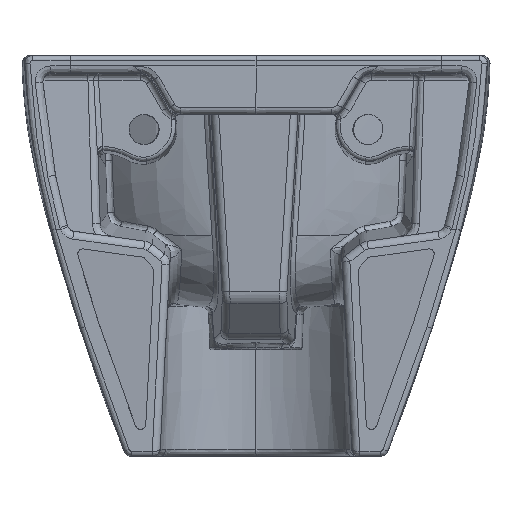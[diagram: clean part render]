
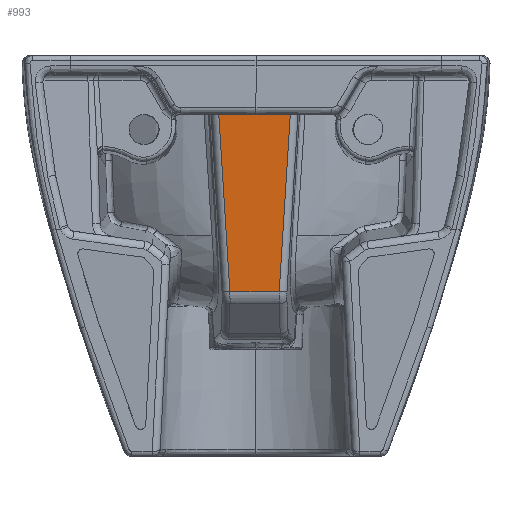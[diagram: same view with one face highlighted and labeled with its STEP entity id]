
A CAD part, front view. The second image highlights one B-rep face of the part: STEP entity #993.
In plain terms, the highlighted planar face has unit normal (0, -0.998, -0.07).
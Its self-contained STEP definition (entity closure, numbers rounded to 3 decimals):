
#598=PLANE('',#5871);
#657=LINE('',#46004,#735);
#658=LINE('',#46006,#736);
#659=LINE('',#46008,#737);
#735=VECTOR('',#6259,1.);
#736=VECTOR('',#6260,1.);
#737=VECTOR('',#6261,1.);
#993=ADVANCED_FACE('',(#1418),#598,.T.);
#1418=FACE_OUTER_BOUND('',#1789,.T.);
#1789=EDGE_LOOP('',(#3108,#3109,#3110,#3111,#3112));
#3108=ORIENTED_EDGE('',*,*,#4920,.T.);
#3109=ORIENTED_EDGE('',*,*,#4921,.T.);
#3110=ORIENTED_EDGE('',*,*,#4922,.T.);
#3111=ORIENTED_EDGE('',*,*,#4923,.T.);
#3112=ORIENTED_EDGE('',*,*,#4924,.T.);
#4171=VERTEX_POINT('',#45995);
#4172=VERTEX_POINT('',#45996);
#4173=VERTEX_POINT('',#46003);
#4174=VERTEX_POINT('',#46005);
#4175=VERTEX_POINT('',#46007);
#4920=EDGE_CURVE('',#4171,#4172,#5666,.T.);
#4921=EDGE_CURVE('',#4172,#4173,#5667,.T.);
#4922=EDGE_CURVE('',#4173,#4174,#657,.T.);
#4923=EDGE_CURVE('',#4174,#4175,#658,.T.);
#4924=EDGE_CURVE('',#4175,#4171,#659,.T.);
#5666=B_SPLINE_CURVE_WITH_KNOTS('',3,(#45989,#45990,#45991,#45992,#45993,
#45994),.UNSPECIFIED.,.F.,.F.,(4,2,4),(0.,0.36,1.),
 .UNSPECIFIED.);
#5667=B_SPLINE_CURVE_WITH_KNOTS('',3,(#45997,#45998,#45999,#46000,#46001,
#46002),.UNSPECIFIED.,.F.,.F.,(4,2,4),(0.,0.333,1.),
 .UNSPECIFIED.);
#5871=AXIS2_PLACEMENT_3D('',#46009,#6262,#6263);
#6259=DIRECTION('',(0.062,0.07,-0.996));
#6260=DIRECTION('',(1.,0.,0.));
#6261=DIRECTION('',(0.062,-0.07,0.996));
#6262=DIRECTION('',(0.,-0.998,-0.07));
#6263=DIRECTION('',(0.,-0.07,0.998));
#45989=CARTESIAN_POINT('',(27.815,107.089,-25.663));
#45990=CARTESIAN_POINT('',(24.482,107.089,-25.663));
#45991=CARTESIAN_POINT('',(21.149,107.089,-25.663));
#45992=CARTESIAN_POINT('',(11.877,107.089,-25.663));
#45993=CARTESIAN_POINT('',(5.938,107.089,-25.663));
#45994=CARTESIAN_POINT('',(0.,107.089,-25.663));
#45995=CARTESIAN_POINT('',(27.815,107.089,-25.663));
#45996=CARTESIAN_POINT('',(0.,107.089,-25.663));
#45997=CARTESIAN_POINT('',(0.,107.089,-25.663));
#45998=CARTESIAN_POINT('',(-3.333,107.089,-25.663));
#45999=CARTESIAN_POINT('',(-6.667,107.089,-25.663));
#46000=CARTESIAN_POINT('',(-16.689,107.089,-25.663));
#46001=CARTESIAN_POINT('',(-23.378,107.089,-25.663));
#46002=CARTESIAN_POINT('',(-30.066,107.089,-25.663));
#46003=CARTESIAN_POINT('',(-30.066,107.089,-25.663));
#46004=CARTESIAN_POINT('',(-32.02,104.88,5.751));
#46005=CARTESIAN_POINT('',(-20.,118.472,-187.547));
#46006=CARTESIAN_POINT('',(18.686,118.472,-187.547));
#46007=CARTESIAN_POINT('',(17.749,118.472,-187.547));
#46008=CARTESIAN_POINT('',(29.92,104.708,8.193));
#46009=CARTESIAN_POINT('',(18.686,104.659,8.888));
